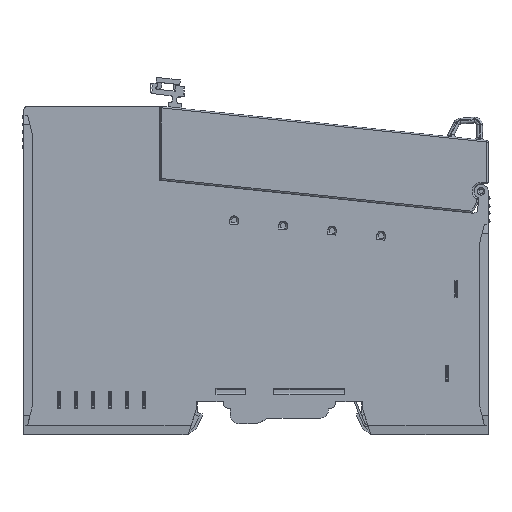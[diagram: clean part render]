
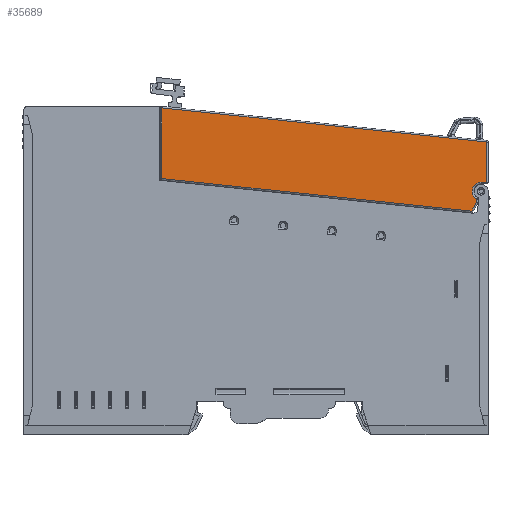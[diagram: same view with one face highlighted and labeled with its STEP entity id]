
A CAD part, top view. The second image highlights one B-rep face of the part: STEP entity #35689.
In plain terms, the highlighted planar face has unit normal (0, 0, 1).
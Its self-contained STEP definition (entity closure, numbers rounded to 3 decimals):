
#30643=DIRECTION('',(0.,1.,0.));
#30644=VECTOR('',#30643,8.616);
#30645=CARTESIAN_POINT('',(49.2,53.756,12.));
#30646=LINE('',#30645,#30644);
#30647=DIRECTION('',(1.,0.,0.));
#30648=VECTOR('',#30647,1.2);
#30649=CARTESIAN_POINT('',(48.,53.756,12.));
#30650=LINE('',#30649,#30648);
#30651=CARTESIAN_POINT('',(48.,51.856,12.));
#30652=DIRECTION('',(0.,0.,-1.));
#30653=DIRECTION('',(-0.473,-0.881,0.));
#30654=AXIS2_PLACEMENT_3D('',#30651,#30652,#30653);
#30656=DIRECTION('',(0.105,0.995,0.));
#30657=VECTOR('',#30656,0.675);
#30658=CARTESIAN_POINT('',(47.031,49.511,12.));
#30659=LINE('',#30658,#30657);
#30660=DIRECTION('',(-0.488,-0.873,0.));
#30661=VECTOR('',#30660,2.156);
#30662=CARTESIAN_POINT('',(47.031,49.511,12.));
#30663=LINE('',#30662,#30661);
#30664=DIRECTION('',(0.995,-0.105,0.));
#30665=VECTOR('',#30664,66.443);
#30666=CARTESIAN_POINT('',(-20.1,54.574,12.));
#30667=LINE('',#30666,#30665);
#30668=DIRECTION('',(0.,-1.,0.));
#30669=VECTOR('',#30668,15.083);
#30670=CARTESIAN_POINT('',(-20.1,69.656,12.));
#30671=LINE('',#30670,#30669);
#30672=DIRECTION('',(-0.995,0.105,0.));
#30673=VECTOR('',#30672,69.682);
#30674=CARTESIAN_POINT('',(49.2,62.373,12.));
#30675=LINE('',#30674,#30673);
#31664=CARTESIAN_POINT('',(49.2,53.756,12.));
#31665=CARTESIAN_POINT('',(49.2,62.373,12.));
#31666=VERTEX_POINT('',#31664);
#31667=VERTEX_POINT('',#31665);
#31704=CARTESIAN_POINT('',(-20.1,69.656,12.));
#31705=VERTEX_POINT('',#31704);
#31730=CARTESIAN_POINT('',(-20.1,54.574,12.));
#31731=VERTEX_POINT('',#31730);
#31733=CARTESIAN_POINT('',(47.031,49.511,12.));
#31735=VERTEX_POINT('',#31733);
#31750=CARTESIAN_POINT('',(47.102,50.182,12.));
#31751=VERTEX_POINT('',#31750);
#31779=CARTESIAN_POINT('',(45.979,47.628,12.));
#31780=VERTEX_POINT('',#31779);
#31781=CARTESIAN_POINT('',(48.,53.756,12.));
#31782=VERTEX_POINT('',#31781);
#35669=CARTESIAN_POINT('',(0.,0.,12.));
#35670=DIRECTION('',(0.,0.,1.));
#35671=DIRECTION('',(1.,0.,0.));
#35672=AXIS2_PLACEMENT_3D('',#35669,#35670,#35671);
#35673=PLANE('',#35672);
#35675=ORIENTED_EDGE('',*,*,#35674,.F.);
#35677=ORIENTED_EDGE('',*,*,#35676,.F.);
#35678=ORIENTED_EDGE('',*,*,#35661,.F.);
#35679=ORIENTED_EDGE('',*,*,#35579,.F.);
#35680=ORIENTED_EDGE('',*,*,#35551,.T.);
#35682=ORIENTED_EDGE('',*,*,#35681,.F.);
#35684=ORIENTED_EDGE('',*,*,#35683,.F.);
#35686=ORIENTED_EDGE('',*,*,#35685,.F.);
#35687=EDGE_LOOP('',(#35675,#35677,#35678,#35679,#35680,#35682,#35684,#35686));
#35688=FACE_OUTER_BOUND('',#35687,.F.);
#35689=ADVANCED_FACE('',(#35688),#35673,.T.);
#30655=CIRCLE('',#30654,1.9);
#35551=EDGE_CURVE('',#31735,#31780,#30663,.T.);
#35579=EDGE_CURVE('',#31735,#31751,#30659,.T.);
#35661=EDGE_CURVE('',#31751,#31782,#30655,.T.);
#35674=EDGE_CURVE('',#31666,#31667,#30646,.T.);
#35676=EDGE_CURVE('',#31782,#31666,#30650,.T.);
#35681=EDGE_CURVE('',#31731,#31780,#30667,.T.);
#35683=EDGE_CURVE('',#31705,#31731,#30671,.T.);
#35685=EDGE_CURVE('',#31667,#31705,#30675,.T.);
